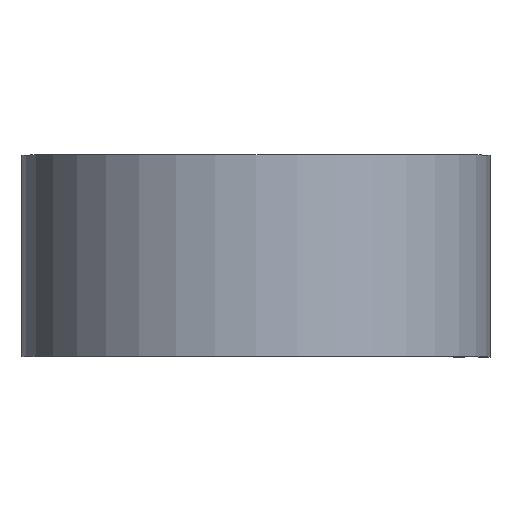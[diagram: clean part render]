
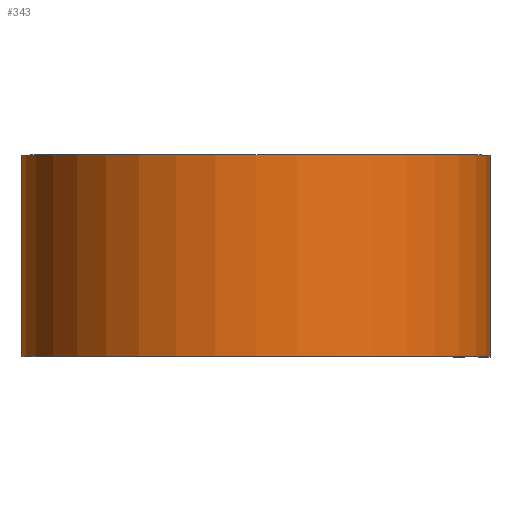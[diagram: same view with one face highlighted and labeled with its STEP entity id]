
A CAD part, top view. The second image highlights one B-rep face of the part: STEP entity #343.
In plain terms, the highlighted cylindrical face has radius 25.819 mm (diameter 51.638 mm), a partial arc.
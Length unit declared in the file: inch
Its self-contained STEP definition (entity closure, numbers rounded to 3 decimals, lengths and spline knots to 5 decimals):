
#3 = DIRECTION ( 'NONE',  ( 0., -1., 0. ) ) ;
#4 = CARTESIAN_POINT ( 'NONE',  ( 0., 0.4375, 0. ) ) ;
#54 = CARTESIAN_POINT ( 'NONE',  ( 0., 0.4375, 0. ) ) ;
#86 = VERTEX_POINT ( 'NONE', #714 ) ;
#117 = VERTEX_POINT ( 'NONE', #328 ) ;
#125 = DIRECTION ( 'NONE',  ( 0., 0., -1. ) ) ;
#167 = DIRECTION ( 'NONE',  ( 0., -1., 0. ) ) ;
#198 = VERTEX_POINT ( 'NONE', #561 ) ;
#212 = DIRECTION ( 'NONE',  ( 1., 0., 0. ) ) ;
#214 = DIRECTION ( 'NONE',  ( 0., 1., 0. ) ) ;
#248 = CARTESIAN_POINT ( 'NONE',  ( 0., 0.4375, -1.0165 ) ) ;
#249 = ORIENTED_EDGE ( 'NONE', *, *, #719, .T. ) ;
#260 = EDGE_LOOP ( 'NONE', ( #249, #459, #358, #424 ) ) ;
#263 = CARTESIAN_POINT ( 'NONE',  ( 0., -0.4375, 0. ) ) ;
#302 = AXIS2_PLACEMENT_3D ( 'NONE', #4, #632, #581 ) ;
#328 = CARTESIAN_POINT ( 'NONE',  ( 0., -0.4375, -1.0165 ) ) ;
#343 = ADVANCED_FACE ( 'NONE', ( #463 ), #412, .T. ) ;
#344 = CIRCLE ( 'NONE', #728, 1.0165 ) ;
#351 = DIRECTION ( 'NONE',  ( 0., -1., 0. ) ) ;
#352 = CARTESIAN_POINT ( 'NONE',  ( 0., 0.4375, -1.0165 ) ) ;
#353 = EDGE_CURVE ( 'NONE', #477, #86, #400, .T. ) ;
#358 = ORIENTED_EDGE ( 'NONE', *, *, #353, .F. ) ;
#372 = VECTOR ( 'NONE', #3, 39.37008 ) ;
#400 = CIRCLE ( 'NONE', #302, 1.0165 ) ;
#412 = CYLINDRICAL_SURFACE ( 'NONE', #488, 1.0165 ) ;
#413 = CARTESIAN_POINT ( 'NONE',  ( 1.0165, 0.4375, 0. ) ) ;
#414 = EDGE_CURVE ( 'NONE', #477, #117, #644, .T. ) ;
#424 = ORIENTED_EDGE ( 'NONE', *, *, #414, .T. ) ;
#426 = LINE ( 'NONE', #413, #435 ) ;
#435 = VECTOR ( 'NONE', #351, 39.37008 ) ;
#459 = ORIENTED_EDGE ( 'NONE', *, *, #535, .F. ) ;
#463 = FACE_OUTER_BOUND ( 'NONE', #260, .T. ) ;
#477 = VERTEX_POINT ( 'NONE', #352 ) ;
#488 = AXIS2_PLACEMENT_3D ( 'NONE', #54, #167, #125 ) ;
#535 = EDGE_CURVE ( 'NONE', #86, #198, #426, .T. ) ;
#561 = CARTESIAN_POINT ( 'NONE',  ( 1.0165, -0.4375, 0. ) ) ;
#581 = DIRECTION ( 'NONE',  ( 1., 0., 0. ) ) ;
#632 = DIRECTION ( 'NONE',  ( 0., 1., 0. ) ) ;
#644 = LINE ( 'NONE', #248, #372 ) ;
#714 = CARTESIAN_POINT ( 'NONE',  ( 1.0165, 0.4375, 0. ) ) ;
#719 = EDGE_CURVE ( 'NONE', #117, #198, #344, .T. ) ;
#728 = AXIS2_PLACEMENT_3D ( 'NONE', #263, #214, #212 ) ;
